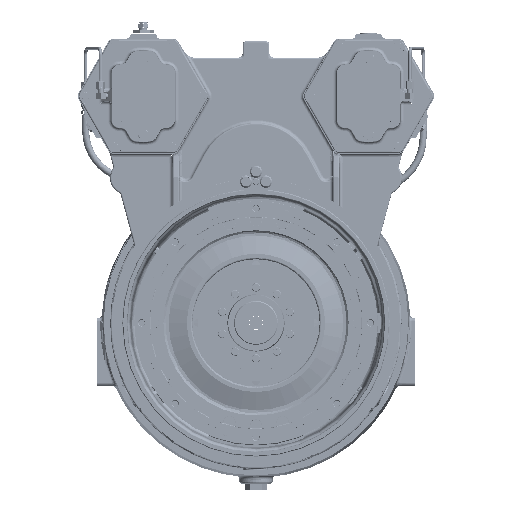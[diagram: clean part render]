
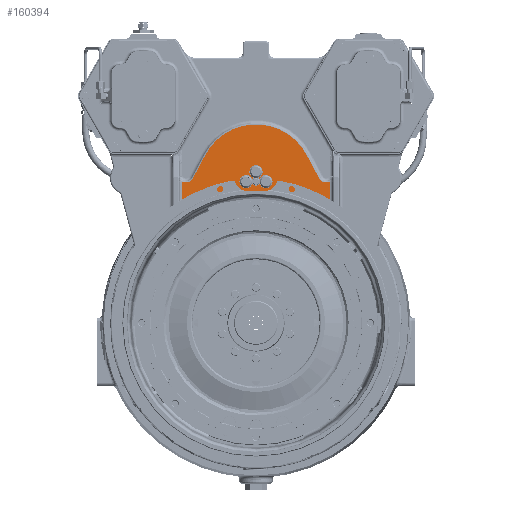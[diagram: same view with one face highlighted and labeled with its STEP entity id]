
A CAD part, top view. The second image highlights one B-rep face of the part: STEP entity #160394.
In plain terms, the highlighted planar face has unit normal (0, 0, 1).
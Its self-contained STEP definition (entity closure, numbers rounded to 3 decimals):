
#4670 = DIRECTION ( 'NONE',  ( 0., 0., -1. ) ) ;
#7849 = CARTESIAN_POINT ( 'NONE',  ( 0., 0., 233.004 ) ) ;
#8128 = ORIENTED_EDGE ( 'NONE', *, *, #150587, .F. ) ;
#8147 = ORIENTED_EDGE ( 'NONE', *, *, #26315, .F. ) ;
#14078 = CARTESIAN_POINT ( 'NONE',  ( -140.97, 211.083, 233.004 ) ) ;
#14589 = DIRECTION ( 'NONE',  ( 0., 0., -1. ) ) ;
#14620 = CARTESIAN_POINT ( 'NONE',  ( 0., 289.992, 233.004 ) ) ;
#16294 = CIRCLE ( 'NONE', #82748, 7.937 ) ;
#16702 = VERTEX_POINT ( 'NONE', #155096 ) ;
#24333 = DIRECTION ( 'NONE',  ( 1., 0., 0. ) ) ;
#24992 = CIRCLE ( 'NONE', #122193, 12.7 ) ;
#26315 = EDGE_CURVE ( 'NONE', #184484, #161831, #16294, .T. ) ;
#31079 = DIRECTION ( 'NONE',  ( 1., 0., 0. ) ) ;
#35578 = DIRECTION ( 'NONE',  ( 0., 0., 1. ) ) ;
#35805 = ORIENTED_EDGE ( 'NONE', *, *, #150080, .T. ) ;
#36164 = DIRECTION ( 'NONE',  ( 0., 0., 1. ) ) ;
#38348 = VERTEX_POINT ( 'NONE', #40534 ) ;
#40534 = CARTESIAN_POINT ( 'NONE',  ( 140.97, 270.528, 233.004 ) ) ;
#47184 = VERTEX_POINT ( 'NONE', #55283 ) ;
#47423 = VERTEX_POINT ( 'NONE', #206899 ) ;
#48225 = VECTOR ( 'NONE', #206205, 1000. ) ;
#48402 = ORIENTED_EDGE ( 'NONE', *, *, #90050, .T. ) ;
#49956 = DIRECTION ( 'NONE',  ( 0., 0., 1. ) ) ;
#51640 = EDGE_CURVE ( 'NONE', #161831, #108305, #24992, .T. ) ;
#54106 = LINE ( 'NONE', #166638, #179501 ) ;
#55283 = CARTESIAN_POINT ( 'NONE',  ( 140.97, 211.083, 233.004 ) ) ;
#56151 = DIRECTION ( 'NONE',  ( 0., 0., 1. ) ) ;
#59554 = CARTESIAN_POINT ( 'NONE',  ( -120.709, 277.557, 233.004 ) ) ;
#63735 = EDGE_CURVE ( 'NONE', #185432, #202010, #206529, .T. ) ;
#65842 = CARTESIAN_POINT ( 'NONE',  ( -96.927, 322.375, 233.004 ) ) ;
#66058 = CIRCLE ( 'NONE', #118002, 7.937 ) ;
#67209 = VERTEX_POINT ( 'NONE', #168912 ) ;
#68698 = DIRECTION ( 'NONE',  ( -0.469, -0.883, 0. ) ) ;
#70329 = CARTESIAN_POINT ( 'NONE',  ( -6.945, 267.099, 233.004 ) ) ;
#70952 = AXIS2_PLACEMENT_3D ( 'NONE', #154077, #56151, #170506 ) ;
#72452 = CIRCLE ( 'NONE', #104882, 15.748 ) ;
#74206 = CIRCLE ( 'NONE', #70952, 12.7 ) ;
#76740 = DIRECTION ( 'NONE',  ( 0., 0., 1. ) ) ;
#77980 = VERTEX_POINT ( 'NONE', #14078 ) ;
#78407 = EDGE_CURVE ( 'NONE', #77980, #47184, #156234, .T. ) ;
#79294 = VECTOR ( 'NONE', #149881, 1000. ) ;
#80376 = ORIENTED_EDGE ( 'NONE', *, *, #148564, .F. ) ;
#81579 = AXIS2_PLACEMENT_3D ( 'NONE', #102669, #4670, #119108 ) ;
#81754 = CARTESIAN_POINT ( 'NONE',  ( -3.843, 277.887, 233.004 ) ) ;
#82081 = PLANE ( 'NONE',  #111117 ) ;
#82748 = AXIS2_PLACEMENT_3D ( 'NONE', #174727, #76740, #191230 ) ;
#85978 = CARTESIAN_POINT ( 'NONE',  ( 0., 270.942, 233.004 ) ) ;
#88154 = DIRECTION ( 'NONE',  ( 0., 0., 1. ) ) ;
#90050 = EDGE_CURVE ( 'NONE', #38348, #67209, #72452, .T. ) ;
#90689 = EDGE_CURVE ( 'NONE', #210511, #185432, #54106, .T. ) ;
#92822 = VECTOR ( 'NONE', #117219, 1000. ) ;
#93478 = CARTESIAN_POINT ( 'NONE',  ( -140.97, 270.528, 233.004 ) ) ;
#95948 = EDGE_CURVE ( 'NONE', #16702, #184484, #151684, .T. ) ;
#101980 = AXIS2_PLACEMENT_3D ( 'NONE', #134116, #36164, #150583 ) ;
#102449 = DIRECTION ( 'NONE',  ( 1., 0., 0. ) ) ;
#102669 = CARTESIAN_POINT ( 'NONE',  ( -134.62, 284.939, 233.004 ) ) ;
#104557 = FACE_BOUND ( 'NONE', #127682, .T. ) ;
#104882 = AXIS2_PLACEMENT_3D ( 'NONE', #112541, #14589, #129023 ) ;
#105525 = EDGE_CURVE ( 'NONE', #136863, #210511, #152018, .T. ) ;
#106113 = ORIENTED_EDGE ( 'NONE', *, *, #63735, .T. ) ;
#108085 = CARTESIAN_POINT ( 'NONE',  ( 140.97, 275.627, 233.004 ) ) ;
#108305 = VERTEX_POINT ( 'NONE', #70329 ) ;
#108530 = ORIENTED_EDGE ( 'NONE', *, *, #146490, .T. ) ;
#110532 = CARTESIAN_POINT ( 'NONE',  ( -6.945, 274.785, 233.004 ) ) ;
#111117 = AXIS2_PLACEMENT_3D ( 'NONE', #147893, #49956, #164305 ) ;
#112541 = CARTESIAN_POINT ( 'NONE',  ( 134.62, 284.939, 233.004 ) ) ;
#116969 = CARTESIAN_POINT ( 'NONE',  ( -140.97, 203.326, 233.004 ) ) ;
#117219 = DIRECTION ( 'NONE',  ( -0.469, 0.883, 0. ) ) ;
#118002 = AXIS2_PLACEMENT_3D ( 'NONE', #85978, #200545, #102449 ) ;
#119108 = DIRECTION ( 'NONE',  ( 1., 0., 0. ) ) ;
#122193 = AXIS2_PLACEMENT_3D ( 'NONE', #133525, #35578, #149995 ) ;
#122285 = DIRECTION ( 'NONE',  ( 0., 0., -1. ) ) ;
#122723 = LINE ( 'NONE', #116969, #79294 ) ;
#123438 = ORIENTED_EDGE ( 'NONE', *, *, #165271, .T. ) ;
#126851 = CARTESIAN_POINT ( 'NONE',  ( 6.945, 274.785, 233.004 ) ) ;
#127682 = EDGE_LOOP ( 'NONE', ( #80376, #138434, #8128, #193469, #8147, #210733 ) ) ;
#129023 = DIRECTION ( 'NONE',  ( 1., 0., 0. ) ) ;
#129050 = DIRECTION ( 'NONE',  ( 0., 0., 1. ) ) ;
#133525 = CARTESIAN_POINT ( 'NONE',  ( -19.05, 270.942, 233.004 ) ) ;
#134116 = CARTESIAN_POINT ( 'NONE',  ( 0., 270.942, 233.004 ) ) ;
#135121 = LINE ( 'NONE', #108085, #48225 ) ;
#136863 = VERTEX_POINT ( 'NONE', #167192 ) ;
#138434 = ORIENTED_EDGE ( 'NONE', *, *, #190818, .F. ) ;
#141538 = LINE ( 'NONE', #166572, #92822 ) ;
#144802 = AXIS2_PLACEMENT_3D ( 'NONE', #14620, #129050, #31079 ) ;
#146490 = EDGE_CURVE ( 'NONE', #202010, #77980, #122723, .T. ) ;
#147893 = CARTESIAN_POINT ( 'NONE',  ( 0., -256.486, 233.004 ) ) ;
#148564 = EDGE_CURVE ( 'NONE', #186443, #16702, #66058, .T. ) ;
#149881 = DIRECTION ( 'NONE',  ( 0., -1., 0. ) ) ;
#149995 = DIRECTION ( 'NONE',  ( 1., 0., 0. ) ) ;
#150080 = EDGE_CURVE ( 'NONE', #67209, #136863, #141538, .T. ) ;
#150583 = DIRECTION ( 'NONE',  ( 1., 0., 0. ) ) ;
#150587 = EDGE_CURVE ( 'NONE', #108305, #47423, #184653, .T. ) ;
#151684 = CIRCLE ( 'NONE', #144802, 12.7 ) ;
#152018 = CIRCLE ( 'NONE', #182689, 109.728 ) ;
#152658 = AXIS2_PLACEMENT_3D ( 'NONE', #7849, #122285, #24333 ) ;
#154077 = CARTESIAN_POINT ( 'NONE',  ( 19.05, 270.942, 233.004 ) ) ;
#154492 = ORIENTED_EDGE ( 'NONE', *, *, #105525, .T. ) ;
#155096 = CARTESIAN_POINT ( 'NONE',  ( 3.843, 277.887, 233.004 ) ) ;
#156234 = CIRCLE ( 'NONE', #152658, 253.828 ) ;
#160394 = ADVANCED_FACE ( 'NONE', ( #207123, #104557 ), #82081, .T. ) ;
#161831 = VERTEX_POINT ( 'NONE', #110532 ) ;
#164305 = DIRECTION ( 'NONE',  ( 1., 0., 0. ) ) ;
#165271 = EDGE_CURVE ( 'NONE', #47184, #38348, #135121, .T. ) ;
#166572 = CARTESIAN_POINT ( 'NONE',  ( 96.927, 322.375, 233.004 ) ) ;
#166638 = CARTESIAN_POINT ( 'NONE',  ( -120.709, 277.557, 233.004 ) ) ;
#167192 = CARTESIAN_POINT ( 'NONE',  ( 96.927, 322.375, 233.004 ) ) ;
#168912 = CARTESIAN_POINT ( 'NONE',  ( 120.709, 277.557, 233.004 ) ) ;
#170506 = DIRECTION ( 'NONE',  ( 1., 0., 0. ) ) ;
#174209 = EDGE_LOOP ( 'NONE', ( #108530, #197867, #123438, #48402, #35805, #154492, #207465, #106113 ) ) ;
#174727 = CARTESIAN_POINT ( 'NONE',  ( 0., 270.942, 233.004 ) ) ;
#179501 = VECTOR ( 'NONE', #68698, 1000. ) ;
#182689 = AXIS2_PLACEMENT_3D ( 'NONE', #186285, #88154, #202741 ) ;
#184484 = VERTEX_POINT ( 'NONE', #81754 ) ;
#184653 = CIRCLE ( 'NONE', #101980, 7.937 ) ;
#185432 = VERTEX_POINT ( 'NONE', #59554 ) ;
#186285 = CARTESIAN_POINT ( 'NONE',  ( 0., 270.942, 233.004 ) ) ;
#186443 = VERTEX_POINT ( 'NONE', #126851 ) ;
#190818 = EDGE_CURVE ( 'NONE', #47423, #186443, #74206, .T. ) ;
#191230 = DIRECTION ( 'NONE',  ( 1., 0., 0. ) ) ;
#193469 = ORIENTED_EDGE ( 'NONE', *, *, #51640, .F. ) ;
#197867 = ORIENTED_EDGE ( 'NONE', *, *, #78407, .T. ) ;
#200545 = DIRECTION ( 'NONE',  ( 0., 0., 1. ) ) ;
#202010 = VERTEX_POINT ( 'NONE', #93478 ) ;
#202741 = DIRECTION ( 'NONE',  ( 1., 0., 0. ) ) ;
#206205 = DIRECTION ( 'NONE',  ( 0., 1., 0. ) ) ;
#206529 = CIRCLE ( 'NONE', #81579, 15.748 ) ;
#206899 = CARTESIAN_POINT ( 'NONE',  ( 6.945, 267.099, 233.004 ) ) ;
#207123 = FACE_OUTER_BOUND ( 'NONE', #174209, .T. ) ;
#207465 = ORIENTED_EDGE ( 'NONE', *, *, #90689, .T. ) ;
#210511 = VERTEX_POINT ( 'NONE', #65842 ) ;
#210733 = ORIENTED_EDGE ( 'NONE', *, *, #95948, .F. ) ;
